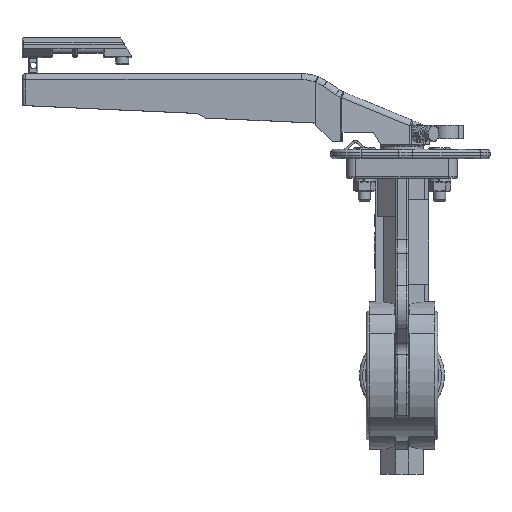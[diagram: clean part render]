
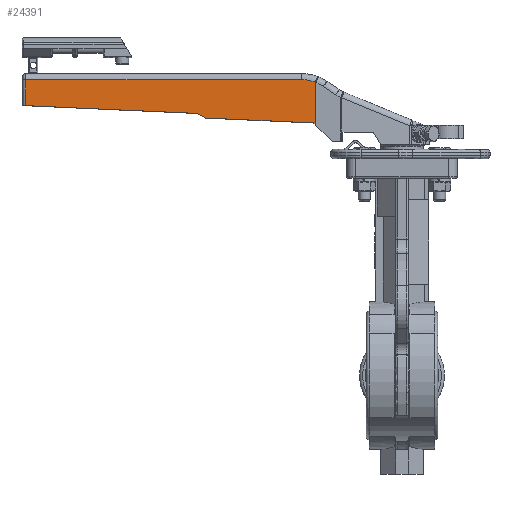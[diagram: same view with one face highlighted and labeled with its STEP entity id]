
A CAD part, top view. The second image highlights one B-rep face of the part: STEP entity #24391.
In plain terms, the highlighted planar face has unit normal (-0.021, 0, 1).
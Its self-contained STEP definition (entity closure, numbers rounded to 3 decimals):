
#24060=CARTESIAN_POINT('',(-248.041,196.911,13.541));
#24061=VERTEX_POINT('',#24060);
#24069=CARTESIAN_POINT('',(-248.041,214.,13.541));
#24070=VERTEX_POINT('',#24069);
#24071=CARTESIAN_POINT('',(-248.041,196.911,13.541));
#24072=DIRECTION('',(0.0,1.0,0.0));
#24073=VECTOR('',#24072,17.089);
#24074=LINE('',#24071,#24073);
#24075=EDGE_CURVE('',#24061,#24070,#24074,.T.);
#24316=CARTESIAN_POINT('',(-66.277,214.,17.308));
#24317=VERTEX_POINT('',#24316);
#24318=CARTESIAN_POINT('',(-248.041,214.,13.541));
#24319=DIRECTION('',(1.,0.0,0.021));
#24320=VECTOR('',#24319,181.804);
#24321=LINE('',#24318,#24320);
#24322=EDGE_CURVE('',#24070,#24317,#24321,.T.);
#24335=CARTESIAN_POINT('',(-57.,218.0,17.5));
#24336=DIRECTION('',(0.021,0.,-1.));
#24337=DIRECTION('',(-1.,0.0,-0.021));
#24338=AXIS2_PLACEMENT_3D('',#24335,#24336,#24337);
#24339=PLANE('',#24338);
#24340=ORIENTED_EDGE('',*,*,#24075,.F.);
#24341=CARTESIAN_POINT('',(-135.,191.747,15.883));
#24342=VERTEX_POINT('',#24341);
#24343=CARTESIAN_POINT('',(-135.,191.747,15.883));
#24344=DIRECTION('',(-0.999,0.046,-0.021));
#24345=VECTOR('',#24344,113.184);
#24346=LINE('',#24343,#24345);
#24347=EDGE_CURVE('',#24342,#24061,#24346,.T.);
#24348=ORIENTED_EDGE('',*,*,#24347,.F.);
#24349=CARTESIAN_POINT('',(-129.5,188.747,15.997));
#24350=VERTEX_POINT('',#24349);
#24351=CARTESIAN_POINT('',(-129.5,188.747,15.997));
#24352=DIRECTION('',(-0.878,0.479,-0.018));
#24353=VECTOR('',#24352,6.266);
#24354=LINE('',#24351,#24353);
#24355=EDGE_CURVE('',#24350,#24342,#24354,.T.);
#24356=ORIENTED_EDGE('',*,*,#24355,.F.);
#24357=CARTESIAN_POINT('',(-58.407,185.5,17.471));
#24358=VERTEX_POINT('',#24357);
#24359=CARTESIAN_POINT('',(-58.407,185.5,17.471));
#24360=DIRECTION('',(-0.999,0.046,-0.021));
#24361=VECTOR('',#24360,71.182);
#24362=LINE('',#24359,#24361);
#24363=EDGE_CURVE('',#24358,#24350,#24362,.T.);
#24364=ORIENTED_EDGE('',*,*,#24363,.F.);
#24365=CARTESIAN_POINT('',(-57.14,184.283,17.497));
#24366=VERTEX_POINT('',#24365);
#24367=CARTESIAN_POINT('',(-57.14,184.283,17.497));
#24368=DIRECTION('',(-0.721,0.692,-0.015));
#24369=VECTOR('',#24368,1.757);
#24370=LINE('',#24367,#24369);
#24371=EDGE_CURVE('',#24366,#24358,#24370,.T.);
#24372=ORIENTED_EDGE('',*,*,#24371,.F.);
#24373=CARTESIAN_POINT('',(-57.14,212.342,17.497));
#24374=VERTEX_POINT('',#24373);
#24375=CARTESIAN_POINT('',(-57.14,212.342,17.497));
#24376=DIRECTION('',(0.0,-1.0,0.0));
#24377=VECTOR('',#24376,28.058);
#24378=LINE('',#24375,#24377);
#24379=EDGE_CURVE('',#24374,#24366,#24378,.T.);
#24380=ORIENTED_EDGE('',*,*,#24379,.F.);
#24381=CARTESIAN_POINT('',(-66.277,188.0,17.308));
#24382=DIRECTION('',(0.021,0.,-1.));
#24383=DIRECTION('',(1.,0.,0.021));
#24384=AXIS2_PLACEMENT_3D('',#24381,#24382,#24383);
#24385=ELLIPSE('',#24384,26.006,26.);
#24386=EDGE_CURVE('',#24317,#24374,#24385,.T.);
#24387=ORIENTED_EDGE('',*,*,#24386,.F.);
#24388=ORIENTED_EDGE('',*,*,#24322,.F.);
#24389=EDGE_LOOP('',(#24340,#24348,#24356,#24364,#24372,#24380,#24387,#24388));
#24390=FACE_OUTER_BOUND('',#24389,.T.);
#24391=ADVANCED_FACE('',(#24390),#24339,.F.);
